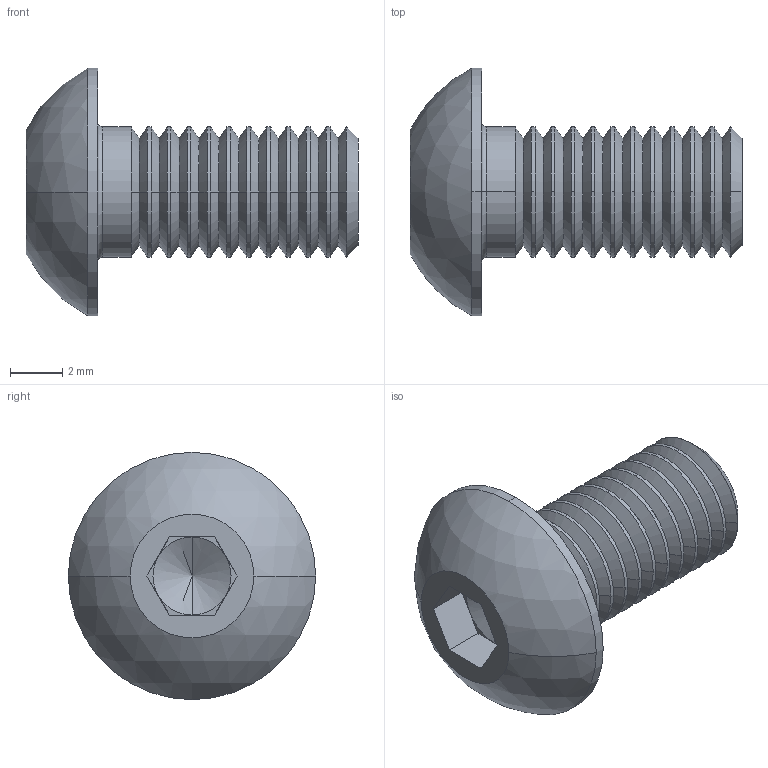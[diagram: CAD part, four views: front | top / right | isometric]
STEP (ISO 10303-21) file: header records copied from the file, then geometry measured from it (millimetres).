
FILE_DESCRIPTION (( 'STEP AP214' ), '1' );
FILE_NAME ('socket button head cap screw_am.STEP', '2025-09-18T19:07:53', ( '' ), ( '' ), 'SwSTEP 2.0', 'SolidWorks 2024', '' );
FILE_SCHEMA (( 'AUTOMOTIVE_DESIGN' ));
Length unit declared in the file: millimetre
Products named in the file (1): socket button head cap screw_am_B18.3.4M - 5 x 0.8 x 10 SBHCS --S
Bounding box: 12.75 x 9.5 x 9.5 mm (x, y, z)
Volume: 297.2 mm3; surface area: 411.1 mm2
Topology: 1 solids, 1 shells, 93 faces, 236 edges, 145 vertices
Faces by surface type: cone 48, cylinder 26, plane 15, torus 2, sphere 2
Entity records: 2843 total; most frequent: DIRECTION 558, CARTESIAN_POINT 473, ORIENTED_EDGE 468, EDGE_CURVE 234, AXIS2_PLACEMENT_3D 230, VERTEX_POINT 145, CIRCLE 136, LINE 98
